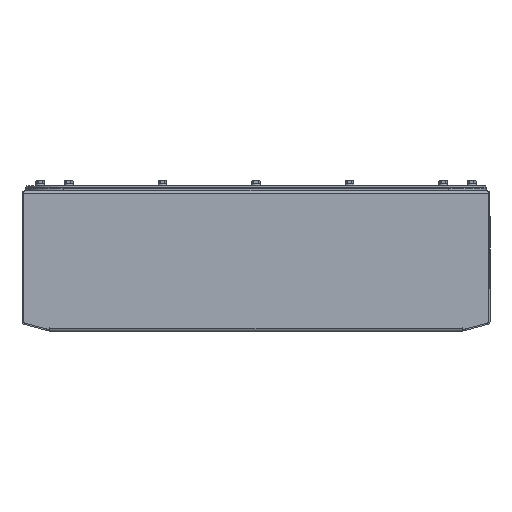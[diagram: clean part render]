
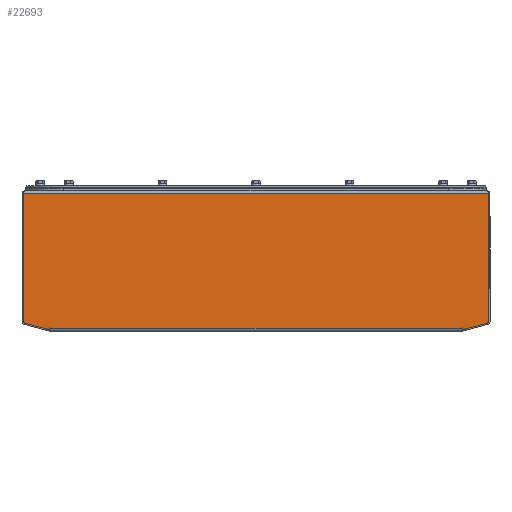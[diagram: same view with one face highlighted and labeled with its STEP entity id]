
A CAD part, front view. The second image highlights one B-rep face of the part: STEP entity #22693.
In plain terms, the highlighted planar face has unit normal (0, -1, 0).
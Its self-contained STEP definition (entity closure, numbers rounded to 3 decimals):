
#193 = VERTEX_POINT ( 'NONE', #20068 ) ;
#331 = VECTOR ( 'NONE', #25527, 1000. ) ;
#514 = VECTOR ( 'NONE', #10071, 1000. ) ;
#1082 = CARTESIAN_POINT ( 'NONE',  ( -247.378, -1.5, 8.765 ) ) ;
#1355 = EDGE_CURVE ( 'NONE', #21223, #15706, #5867, .T. ) ;
#3238 = CIRCLE ( 'NONE', #11638, 1.5 ) ;
#3240 = VECTOR ( 'NONE', #3502, 1000. ) ;
#3502 = DIRECTION ( 'NONE',  ( 0., 0., 1. ) ) ;
#4120 = VECTOR ( 'NONE', #7283, 1000. ) ;
#4421 = CARTESIAN_POINT ( 'NONE',  ( 220.605, -1.5, 4.411 ) ) ;
#4565 = VERTEX_POINT ( 'NONE', #12624 ) ;
#4605 = ORIENTED_EDGE ( 'NONE', *, *, #24912, .F. ) ;
#5309 = CARTESIAN_POINT ( 'NONE',  ( 220.105, -1.5, 4.411 ) ) ;
#5346 = LINE ( 'NONE', #7651, #19890 ) ;
#5400 = DIRECTION ( 'NONE',  ( -1., 0., 0. ) ) ;
#5807 = LINE ( 'NONE', #35436, #21282 ) ;
#5867 = LINE ( 'NONE', #8292, #20419 ) ;
#5909 = EDGE_CURVE ( 'NONE', #20712, #9822, #22276, .T. ) ;
#5988 = EDGE_CURVE ( 'NONE', #7290, #21223, #12688, .T. ) ;
#6372 = CARTESIAN_POINT ( 'NONE',  ( -220.605, -1.5, 1.591 ) ) ;
#6780 = EDGE_CURVE ( 'NONE', #33611, #7290, #10832, .T. ) ;
#6901 = CARTESIAN_POINT ( 'NONE',  ( 248.49, -1.5, 150. ) ) ;
#7283 = DIRECTION ( 'NONE',  ( 0., 0., 1. ) ) ;
#7290 = VERTEX_POINT ( 'NONE', #11007 ) ;
#7651 = CARTESIAN_POINT ( 'NONE',  ( -220.605, -1.5, 4.411 ) ) ;
#7756 = LINE ( 'NONE', #8412, #30938 ) ;
#8292 = CARTESIAN_POINT ( 'NONE',  ( 220.105, -1.5, 4.411 ) ) ;
#8412 = CARTESIAN_POINT ( 'NONE',  ( -220.105, -1.5, 1.5 ) ) ;
#8614 = DIRECTION ( 'NONE',  ( -0.966, 0., -0.259 ) ) ;
#8640 = DIRECTION ( 'NONE',  ( 0., 0., -1. ) ) ;
#9127 = LINE ( 'NONE', #24568, #514 ) ;
#9258 = DIRECTION ( 'NONE',  ( 0., 1., 0. ) ) ;
#9571 = EDGE_CURVE ( 'NONE', #193, #12933, #15760, .T. ) ;
#9822 = VERTEX_POINT ( 'NONE', #18003 ) ;
#10071 = DIRECTION ( 'NONE',  ( -1., 0., 0. ) ) ;
#10129 = DIRECTION ( 'NONE',  ( -0.966, 0., 0.259 ) ) ;
#10516 = CARTESIAN_POINT ( 'NONE',  ( 220.105, -1.5, 3. ) ) ;
#10558 = DIRECTION ( 'NONE',  ( 0., 0., -1. ) ) ;
#10832 = LINE ( 'NONE', #28935, #17633 ) ;
#10932 = LINE ( 'NONE', #20854, #3240 ) ;
#11007 = CARTESIAN_POINT ( 'NONE',  ( 220.605, -1.5, 1.591 ) ) ;
#11022 = CARTESIAN_POINT ( 'NONE',  ( 246.99, -1.5, 3. ) ) ;
#11155 = DIRECTION ( 'NONE',  ( 0., 1., 0. ) ) ;
#11638 = AXIS2_PLACEMENT_3D ( 'NONE', #28536, #11155, #31467 ) ;
#12624 = CARTESIAN_POINT ( 'NONE',  ( -220.605, -1.5, 4.411 ) ) ;
#12688 = LINE ( 'NONE', #4421, #4120 ) ;
#12933 = VERTEX_POINT ( 'NONE', #10516 ) ;
#13064 = EDGE_CURVE ( 'NONE', #26562, #35800, #3238, .T. ) ;
#13383 = EDGE_LOOP ( 'NONE', ( #31068, #19155, #25797, #26447, #28395, #4605, #15450, #23018, #34194, #14313, #17115, #26531, #32753, #22546 ) ) ;
#14085 = LINE ( 'NONE', #29821, #27723 ) ;
#14220 = VERTEX_POINT ( 'NONE', #29625 ) ;
#14313 = ORIENTED_EDGE ( 'NONE', *, *, #24651, .F. ) ;
#15450 = ORIENTED_EDGE ( 'NONE', *, *, #32319, .F. ) ;
#15706 = VERTEX_POINT ( 'NONE', #5309 ) ;
#15760 = LINE ( 'NONE', #11022, #331 ) ;
#17115 = ORIENTED_EDGE ( 'NONE', *, *, #1355, .F. ) ;
#17168 = CARTESIAN_POINT ( 'NONE',  ( 220.605, -1.5, 4.411 ) ) ;
#17633 = VECTOR ( 'NONE', #8614, 1000. ) ;
#18003 = CARTESIAN_POINT ( 'NONE',  ( 248.49, -1.5, 10.214 ) ) ;
#18092 = DIRECTION ( 'NONE',  ( 0., 0., -1. ) ) ;
#18172 = AXIS2_PLACEMENT_3D ( 'NONE', #23036, #26072, #8640 ) ;
#19155 = ORIENTED_EDGE ( 'NONE', *, *, #22398, .T. ) ;
#19890 = VECTOR ( 'NONE', #10558, 1000. ) ;
#20068 = CARTESIAN_POINT ( 'NONE',  ( -220.105, -1.5, 3. ) ) ;
#20419 = VECTOR ( 'NONE', #5400, 1000. ) ;
#20677 = AXIS2_PLACEMENT_3D ( 'NONE', #26673, #9258, #29575 ) ;
#20712 = VERTEX_POINT ( 'NONE', #23052 ) ;
#20854 = CARTESIAN_POINT ( 'NONE',  ( -248.49, -1.5, 150. ) ) ;
#21223 = VERTEX_POINT ( 'NONE', #17168 ) ;
#21282 = VECTOR ( 'NONE', #18092, 1000. ) ;
#22276 = LINE ( 'NONE', #6901, #29045 ) ;
#22398 = EDGE_CURVE ( 'NONE', #20712, #14220, #9127, .T. ) ;
#22546 = ORIENTED_EDGE ( 'NONE', *, *, #25316, .F. ) ;
#22671 = EDGE_CURVE ( 'NONE', #193, #28281, #7756, .T. ) ;
#22693 = ADVANCED_FACE ( 'NONE', ( #36810 ), #31767, .T. ) ;
#22770 = EDGE_CURVE ( 'NONE', #35800, #14220, #10932, .T. ) ;
#22904 = DIRECTION ( 'NONE',  ( 0., 0., 1. ) ) ;
#23018 = ORIENTED_EDGE ( 'NONE', *, *, #22671, .F. ) ;
#23036 = CARTESIAN_POINT ( 'NONE',  ( 246.99, -1.5, 10.214 ) ) ;
#23052 = CARTESIAN_POINT ( 'NONE',  ( 248.49, -1.5, 147. ) ) ;
#23999 = DIRECTION ( 'NONE',  ( -1., 0., 0. ) ) ;
#24568 = CARTESIAN_POINT ( 'NONE',  ( 248.49, -1.5, 147. ) ) ;
#24651 = EDGE_CURVE ( 'NONE', #15706, #12933, #5807, .T. ) ;
#24912 = EDGE_CURVE ( 'NONE', #4565, #31680, #5346, .T. ) ;
#25316 = EDGE_CURVE ( 'NONE', #9822, #33611, #25336, .T. ) ;
#25336 = CIRCLE ( 'NONE', #20677, 1.5 ) ;
#25424 = CARTESIAN_POINT ( 'NONE',  ( -248.49, -1.5, 10.214 ) ) ;
#25527 = DIRECTION ( 'NONE',  ( 1., 0., 0. ) ) ;
#25797 = ORIENTED_EDGE ( 'NONE', *, *, #22770, .F. ) ;
#26072 = DIRECTION ( 'NONE',  ( 0., -1., 0. ) ) ;
#26447 = ORIENTED_EDGE ( 'NONE', *, *, #13064, .F. ) ;
#26531 = ORIENTED_EDGE ( 'NONE', *, *, #5988, .F. ) ;
#26562 = VERTEX_POINT ( 'NONE', #1082 ) ;
#26673 = CARTESIAN_POINT ( 'NONE',  ( 246.99, -1.5, 10.214 ) ) ;
#27528 = CARTESIAN_POINT ( 'NONE',  ( -220.605, -1.5, 1.591 ) ) ;
#27723 = VECTOR ( 'NONE', #23999, 1000. ) ;
#28281 = VERTEX_POINT ( 'NONE', #33143 ) ;
#28395 = ORIENTED_EDGE ( 'NONE', *, *, #30683, .F. ) ;
#28536 = CARTESIAN_POINT ( 'NONE',  ( -246.99, -1.5, 10.214 ) ) ;
#28935 = CARTESIAN_POINT ( 'NONE',  ( 220.605, -1.5, 1.591 ) ) ;
#29045 = VECTOR ( 'NONE', #30148, 1000. ) ;
#29207 = LINE ( 'NONE', #27528, #30130 ) ;
#29575 = DIRECTION ( 'NONE',  ( 0., 0., -1. ) ) ;
#29625 = CARTESIAN_POINT ( 'NONE',  ( -248.49, -1.5, 147. ) ) ;
#29821 = CARTESIAN_POINT ( 'NONE',  ( -220.105, -1.5, 4.411 ) ) ;
#30130 = VECTOR ( 'NONE', #10129, 1000. ) ;
#30148 = DIRECTION ( 'NONE',  ( 0., 0., -1. ) ) ;
#30683 = EDGE_CURVE ( 'NONE', #31680, #26562, #29207, .T. ) ;
#30938 = VECTOR ( 'NONE', #22904, 1000. ) ;
#31068 = ORIENTED_EDGE ( 'NONE', *, *, #5909, .F. ) ;
#31467 = DIRECTION ( 'NONE',  ( 0., 0., 1. ) ) ;
#31680 = VERTEX_POINT ( 'NONE', #6372 ) ;
#31767 = PLANE ( 'NONE',  #18172 ) ;
#32319 = EDGE_CURVE ( 'NONE', #28281, #4565, #14085, .T. ) ;
#32753 = ORIENTED_EDGE ( 'NONE', *, *, #6780, .F. ) ;
#33143 = CARTESIAN_POINT ( 'NONE',  ( -220.105, -1.5, 4.411 ) ) ;
#33611 = VERTEX_POINT ( 'NONE', #36972 ) ;
#34194 = ORIENTED_EDGE ( 'NONE', *, *, #9571, .T. ) ;
#35436 = CARTESIAN_POINT ( 'NONE',  ( 220.105, -1.5, 1.5 ) ) ;
#35800 = VERTEX_POINT ( 'NONE', #25424 ) ;
#36810 = FACE_OUTER_BOUND ( 'NONE', #13383, .T. ) ;
#36972 = CARTESIAN_POINT ( 'NONE',  ( 247.378, -1.5, 8.765 ) ) ;
